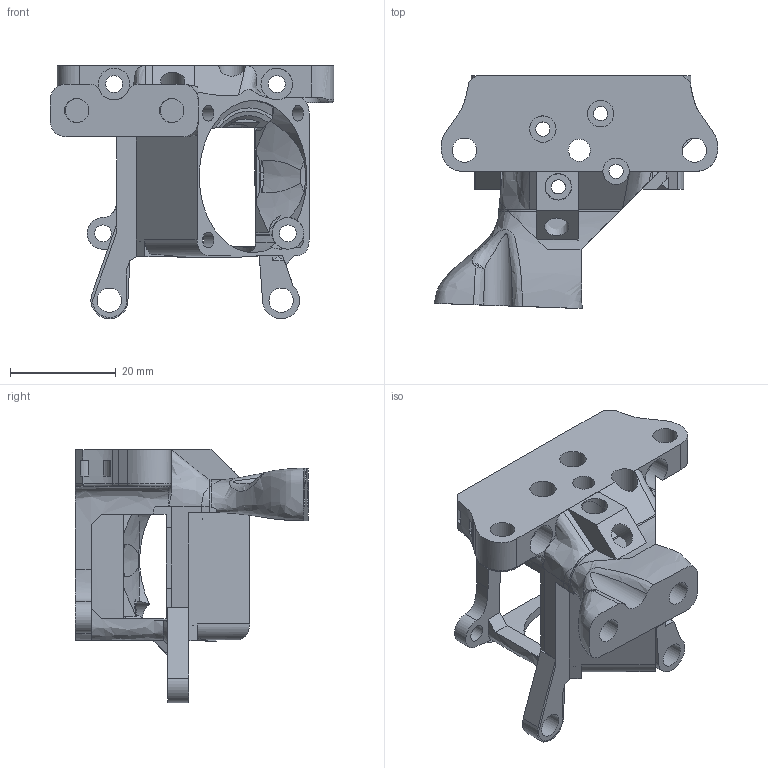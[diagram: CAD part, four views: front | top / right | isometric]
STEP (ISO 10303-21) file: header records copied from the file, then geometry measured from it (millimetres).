
FILE_DESCRIPTION(/* description */ (''),/* implementation_level */ '2;1');
FILE_NAME(/* name */ 'Crowned-Mantis_HE_Mount.step',/* time_stamp */ '2023-02-02T11:23:52-07:00',/* author */ (''),/* organization */ (''),/* preprocessor_version */ 'ST-DEVELOPER v19.2',/* originating_system */ 'Autodesk Translation Framework v11.17.0.187',/* authorisation */ '');
FILE_SCHEMA (('AUTOMOTIVE_DESIGN { 1 0 10303 214 3 1 1 }'));
Length unit declared in the file: millimetre
Products named in the file (5): Mantis_MGN12_Rapido_and Rapido_UHF; Carriage; EBB36 sherpa mini mount overmold strain relief v1; CrownedMantis_HE Mount 3mm mounts; Crown Cooler Smaller Duct v7
Assembly tree (4 placements, depth 2):
  Mantis_MGN12_Rapido_and Rapido_UHF
    Carriage
    EBB36 sherpa mini mount overmold strain relief v1
    CrownedMantis_HE Mount 3mm mounts
    Crown Cooler Smaller Duct v7
Bounding box: 53.67 x 44.1 x 47.96 mm (x, y, z)
Volume: 27250.8 mm3; surface area: 19952.2 mm2
Topology: 2 solids, 6 shells, 613 faces, 1854 edges, 1248 vertices
Faces by surface type: plane 300, bspline 176, cylinder 117, cone 20
Full cylindrical faces by diameter (mm): 2.7 x8, 3 x6, 3.2 x8, 4.2 x2, 4.6 x12, 5 x7, 6 x6
Entity records: 33764 total; most frequent: CARTESIAN_POINT 18535, ORIENTED_EDGE 3706, DIRECTION 2276, EDGE_CURVE 1853, VERTEX_POINT 1248, B_SPLINE_CURVE_WITH_KNOTS 773, AXIS2_PLACEMENT_3D 768, LINE 740
